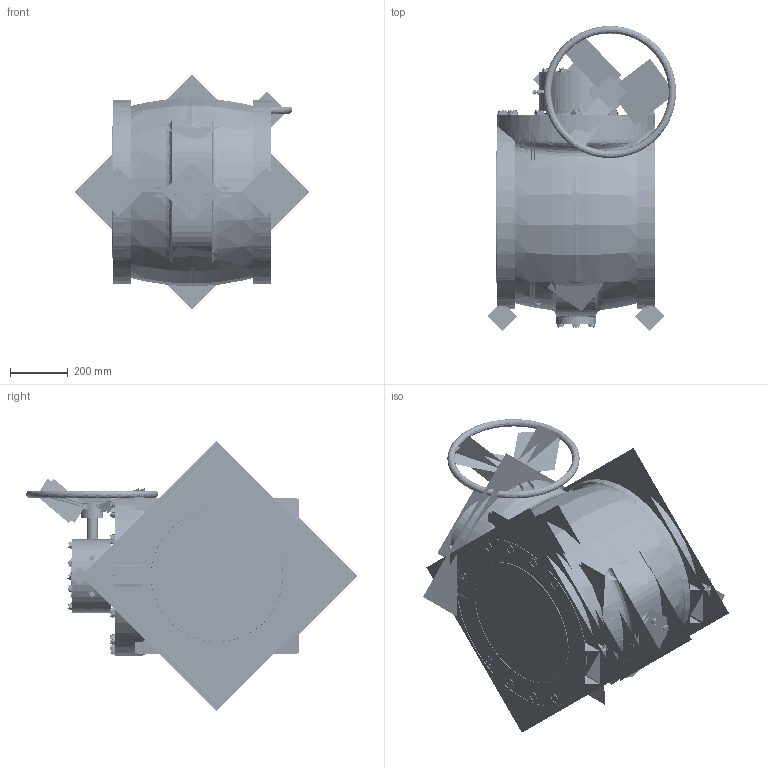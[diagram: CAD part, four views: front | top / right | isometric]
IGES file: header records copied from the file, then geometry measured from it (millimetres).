
Start section:  PTC IGES file: plug_flxfl-18in-handwheel_asm.igs
Global section: file name: plug_flxfl-18in-handwheel_asm.igs; native system: Creo Parametric by Parametric Technology Corporation; preprocessor: 2013050; author: HAPPY; organization: Unknown; date: 20170128.152906; units: inch
Bounding box: 813.05 x 1148.42 x 934.55 mm (x, y, z)
Volume: 74602817.6 mm3; surface area: 29049087.7 mm2
Topology: 84 solids, 83 shells, 4034 faces, 19729 edges, 24824 vertices
Faces by surface type: revolution 2380, bspline 1548, extrusion 106
